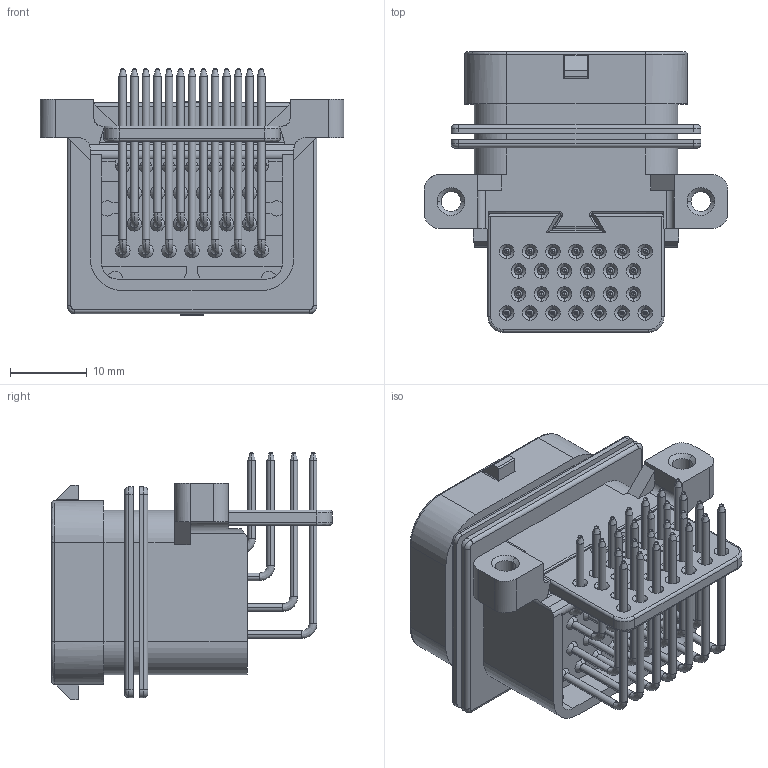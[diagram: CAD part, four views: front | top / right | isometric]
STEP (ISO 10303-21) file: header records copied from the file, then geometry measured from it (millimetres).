
FILE_DESCRIPTION( ('This file contains a STEP AP42 implementation' ,'as created by ZW3D STEP Interface translator.') ,'2;1' );
FILE_NAME( '26P啣傷邧坶邧瑩弇.stp' ,'23 322. 9 952', (''), ('ZWCAD Software Co.'), 'Version 1.0', 'ZW3D to STEP translator', '' );
FILE_SCHEMA(('AUTOMOTIVE_DESIGN { 1 0 10303 214 1 1 1 1 }'));
Length unit declared in the file: millimetre
Products named in the file (2): 0; 26P啣傷邧坶邧瑩弇
Bounding box: 39.5 x 36.5 x 32.15 mm (x, y, z)
Volume: 7300.3 mm3; surface area: 10886.2 mm2
Topology: 1 solids, 1 shells, 1113 faces, 2862 edges, 1809 vertices
Faces by surface type: cone 327, cylinder 309, plane 289, bspline 168, sphere 12, torus 8
Entity records: 39703 total; most frequent: CARTESIAN_POINT 11599, DIRECTION 5783, ORIENTED_EDGE 5720, EDGE_CURVE 2860, AXIS2_PLACEMENT_3D 2265, VERTEX_POINT 1809, CIRCLE 1319, VECTOR 1253
